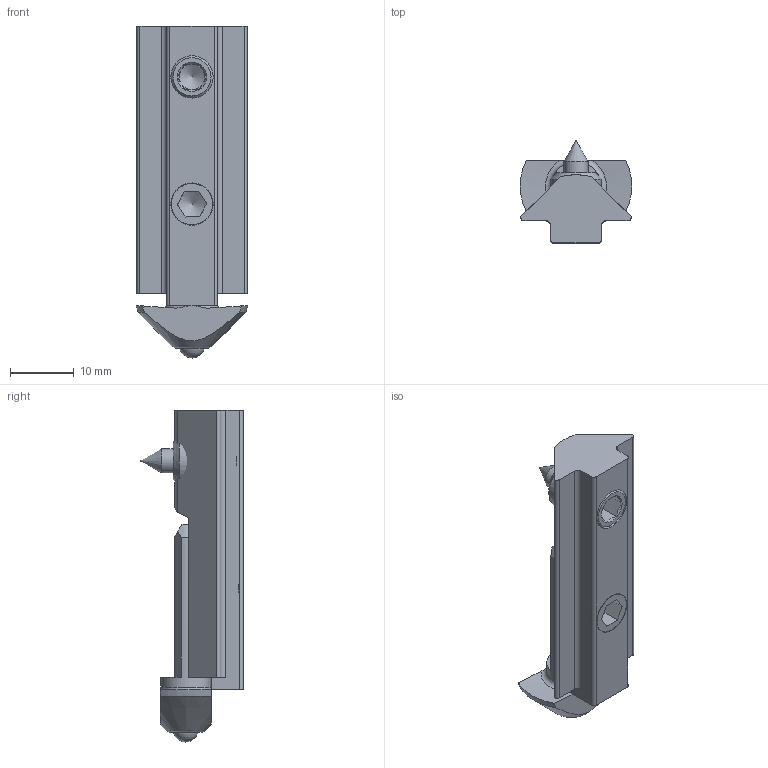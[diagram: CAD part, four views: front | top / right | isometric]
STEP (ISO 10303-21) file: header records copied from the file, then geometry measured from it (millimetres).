
FILE_DESCRIPTION(/* description */ ('GK Schnellspannergehäuse 30'),/* implementation_level */ '2;1');
FILE_NAME(/* name */ 'SV0104V_A.stp',/* time_stamp */ '2015-12-01T11:09:55+01:00',/* author */ ('Marina Kaa'),/* organization */ (''),/* preprocessor_version */ 'ST-DEVELOPER v15.6',/* originating_system */ 'Autodesk Inventor 2015',/* authorisation */ '');
FILE_SCHEMA (('AUTOMOTIVE_DESIGN { 1 0 10303 214 3 1 1 }'));
Length unit declared in the file: millimetre
Products named in the file (9): ME1640008_A; ME1800010_A; DK0914080080_A; ME1640012_A; ME1610409_A; MK5100000_A; MK2402090_A; ME1610405_A; SV0104V_A
Bounding box: 17.55 x 16.05 x 52.2 mm (x, y, z)
Volume: 5288.1 mm3; surface area: 4456.4 mm2
Topology: 6 solids, 6 shells, 92 faces, 232 edges, 149 vertices
Faces by surface type: plane 47, cone 21, cylinder 16, bspline 4, torus 3, sphere 1
Full cylindrical faces by diameter (mm): 3.8 x1, 4.1 x1, 6.647 x2, 7.8 x1, 8 x2
Entity records: 3466 total; most frequent: CARTESIAN_POINT 1258, DIRECTION 437, ORIENTED_EDGE 396, EDGE_CURVE 198, AXIS2_PLACEMENT_3D 171, VERTEX_POINT 139, EDGE_LOOP 117, LINE 95
